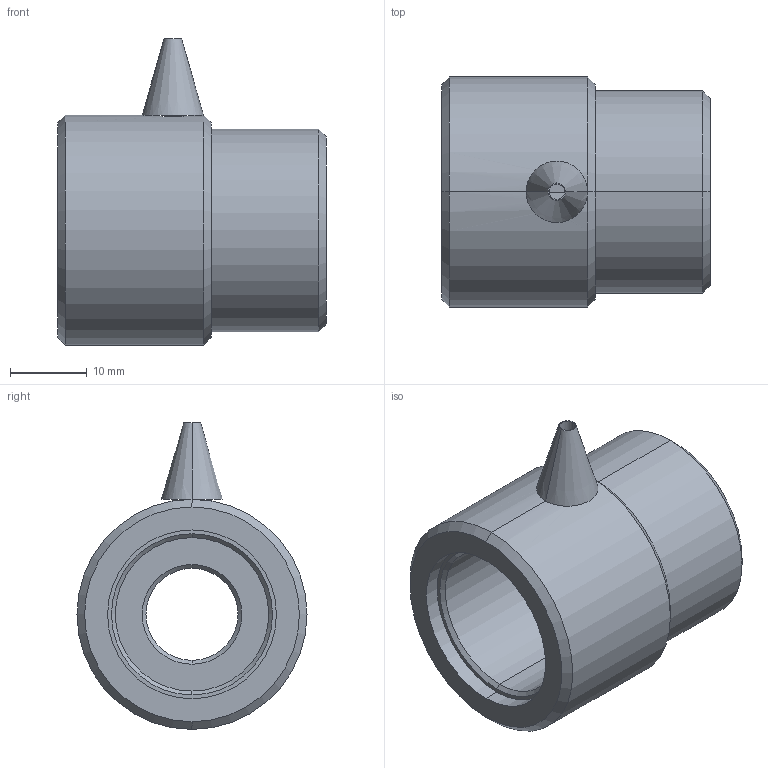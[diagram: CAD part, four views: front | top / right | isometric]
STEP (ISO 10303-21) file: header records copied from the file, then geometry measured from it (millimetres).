
FILE_DESCRIPTION (( 'STEP AP203' ), '1' );
FILE_NAME ('robinet male.STEP', '2023-04-19T08:16:12', ( 'win7' ), ( '' ), 'SwSTEP 2.0', 'SolidWorks 2014', '' );
FILE_SCHEMA (( 'CONFIG_CONTROL_DESIGN' ));
Length unit declared in the file: millimetre
Products named in the file (1): robinet male
Bounding box: 35 x 30 x 40 mm (x, y, z)
Volume: 14081.5 mm3; surface area: 6419.5 mm2
Topology: 2 solids, 2 shells, 36 faces, 76 edges, 46 vertices
Faces by surface type: cylinder 16, cone 12, plane 8
Entity records: 1169 total; most frequent: CARTESIAN_POINT 279, DIRECTION 188, ORIENTED_EDGE 152, AXIS2_PLACEMENT_3D 79, EDGE_CURVE 76, VERTEX_POINT 46, EDGE_LOOP 44, CIRCLE 42
